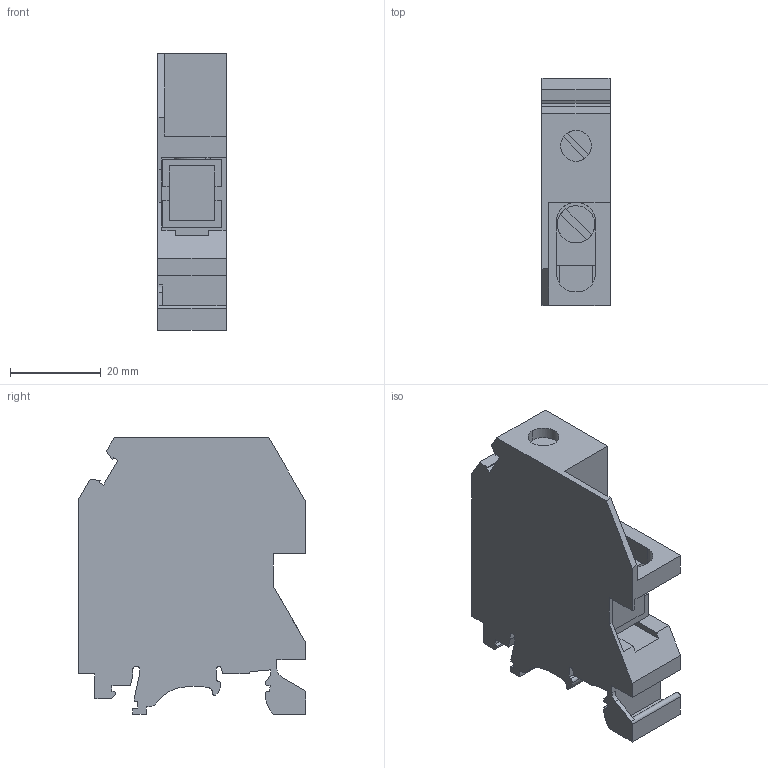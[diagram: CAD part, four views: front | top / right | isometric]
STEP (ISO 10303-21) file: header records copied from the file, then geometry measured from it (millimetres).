
FILE_DESCRIPTION(('Creo Elements/Direct Modeling STEP Export'),'2;1');
FILE_NAME('model.stp','2018-01-13T 9:47:19',(''),(''),'Creo Elements/Direct Modeling STEP processor for AP214 (Solid Model)','Creo Elements/Direct Modeling 18.1I 14-Aug-2016 (C) Parametric Technology GmbH','');
FILE_SCHEMA(('AUTOMOTIVE_DESIGN { 1 0 10303 214 1 1 1 1 }'));
Length unit declared in the file: millimetre
Products named in the file (2): UKN_35_BU-select
Assembly tree (1 placements, depth 2):
  UKN_35_BU-select
    UKN_35_BU-select
Bounding box: 15 x 50 x 60.9 mm (x, y, z)
Volume: 26856.6 mm3; surface area: 12326.8 mm2
Topology: 1 solids, 1 shells, 139 faces, 403 edges, 268 vertices
Faces by surface type: plane 116, cylinder 23
Entity records: 5585 total; most frequent: ORIENTED_EDGE 806, CARTESIAN_POINT 789, DIRECTION 697, EDGE_CURVE 403, VECTOR 345, LINE 345, VERTEX_POINT 268, AXIS2_PLACEMENT_3D 176
